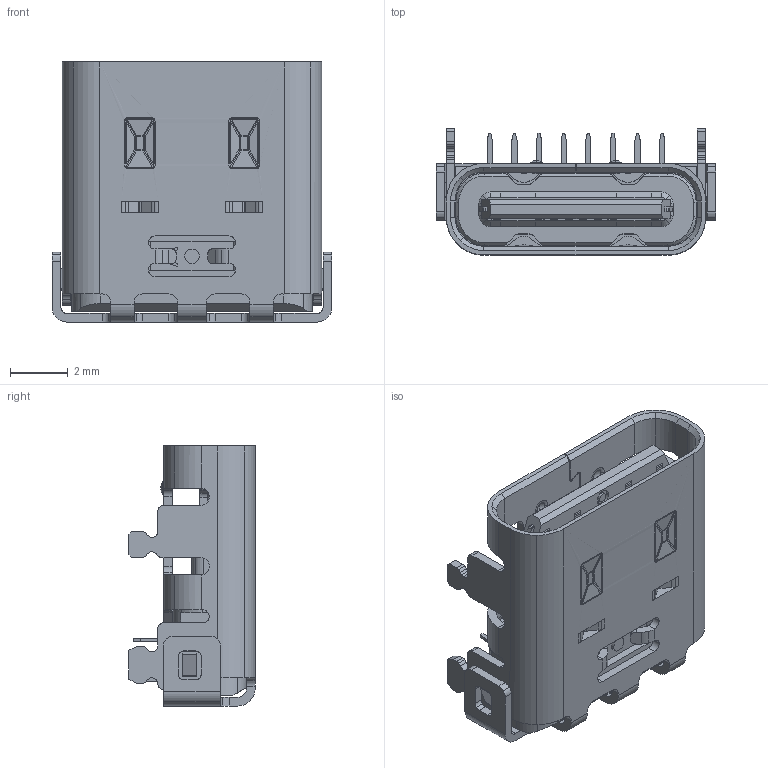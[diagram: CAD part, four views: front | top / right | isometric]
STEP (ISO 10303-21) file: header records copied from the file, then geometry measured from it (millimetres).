
FILE_DESCRIPTION(('STEP AP242'),'1');
FILE_NAME('2137160001.stp','2024-08-27T11:56:48',('TraceParts'),('TraceParts S.A.'),'Spatial InterOp 3D',' ',' ');
FILE_SCHEMA(('AP242_MANAGED_MODEL_BASED_3D_ENGINEERING_MIM_LF {1 0 10303 442 1 1 4}'));
Length unit declared in the file: millimetre
Products named in the file (1): 2137160001_1
Bounding box: 9.64 x 4.36 x 8.97 mm (x, y, z)
Volume: 150.6 mm3; surface area: 564.2 mm2
Topology: 1 solids, 3 shells, 1288 faces, 3721 edges, 2488 vertices
Faces by surface type: plane 647, cylinder 566, sphere 35, cone 24, torus 8, bspline 8
Entity records: 43332 total; most frequent: CARTESIAN_POINT 9069, ORIENTED_EDGE 7234, DIRECTION 7164, EDGE_CURVE 3617, AXIS2_PLACEMENT_3D 2416, VERTEX_POINT 2355, LINE 2332, VECTOR 2332
